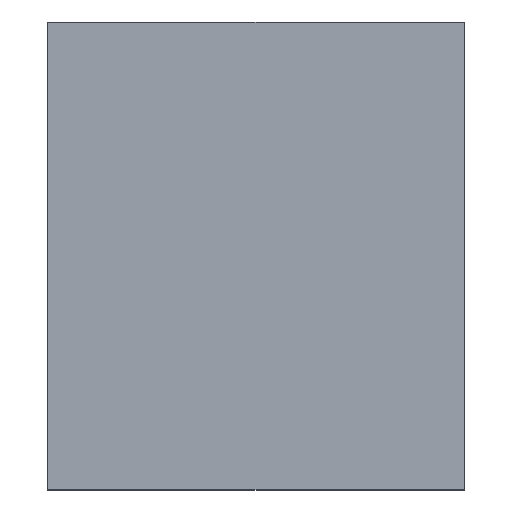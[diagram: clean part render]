
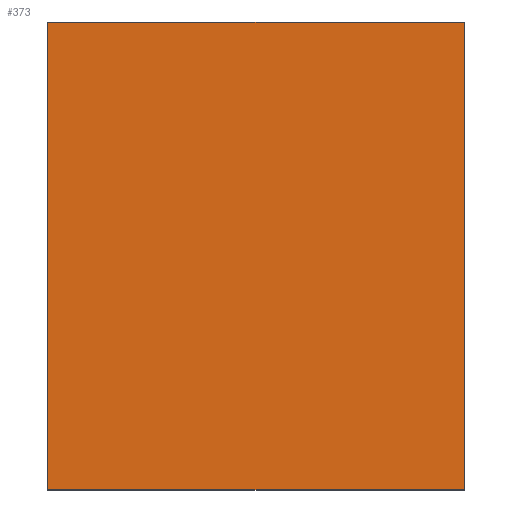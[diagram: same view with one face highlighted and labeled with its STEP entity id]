
A CAD part, top view. The second image highlights one B-rep face of the part: STEP entity #373.
In plain terms, the highlighted planar face has unit normal (0, 0, 1).
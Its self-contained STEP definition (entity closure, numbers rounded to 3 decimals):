
#59 = VERTEX_POINT('',#60);
#60 = CARTESIAN_POINT('',(-3.,2.03,6.94));
#67 = PLANE('',#68);
#68 = AXIS2_PLACEMENT_3D('',#69,#70,#71);
#69 = CARTESIAN_POINT('',(-3.,2.03,0.));
#70 = DIRECTION('',(0.,1.,0.));
#71 = DIRECTION('',(1.,0.,0.));
#79 = PLANE('',#80);
#80 = AXIS2_PLACEMENT_3D('',#81,#82,#83);
#81 = CARTESIAN_POINT('',(-3.,-12.57,0.));
#82 = DIRECTION('',(-1.,0.,0.));
#83 = DIRECTION('',(0.,1.,0.));
#91 = EDGE_CURVE('',#59,#92,#94,.T.);
#92 = VERTEX_POINT('',#93);
#93 = CARTESIAN_POINT('',(10.,2.03,6.94));
#94 = SURFACE_CURVE('',#95,(#99,#106),.PCURVE_S1.);
#95 = LINE('',#96,#97);
#96 = CARTESIAN_POINT('',(-3.,2.03,6.94));
#97 = VECTOR('',#98,1.);
#98 = DIRECTION('',(1.,0.,0.));
#99 = PCURVE('',#67,#100);
#100 = DEFINITIONAL_REPRESENTATION('',(#101),#105);
#101 = LINE('',#102,#103);
#102 = CARTESIAN_POINT('',(0.,-6.94));
#103 = VECTOR('',#104,1.);
#104 = DIRECTION('',(1.,0.));
#105 = ( GEOMETRIC_REPRESENTATION_CONTEXT(2) 
PARAMETRIC_REPRESENTATION_CONTEXT() REPRESENTATION_CONTEXT('2D SPACE',''
  ) );
#106 = PCURVE('',#107,#112);
#107 = PLANE('',#108);
#108 = AXIS2_PLACEMENT_3D('',#109,#110,#111);
#109 = CARTESIAN_POINT('',(3.5,-5.27,6.94));
#110 = DIRECTION('',(0.,0.,-1.));
#111 = DIRECTION('',(0.,-1.,0.));
#112 = DEFINITIONAL_REPRESENTATION('',(#113),#117);
#113 = LINE('',#114,#115);
#114 = CARTESIAN_POINT('',(-7.3,6.5));
#115 = VECTOR('',#116,1.);
#116 = DIRECTION('',(0.,-1.));
#117 = ( GEOMETRIC_REPRESENTATION_CONTEXT(2) 
PARAMETRIC_REPRESENTATION_CONTEXT() REPRESENTATION_CONTEXT('2D SPACE',''
  ) );
#135 = PLANE('',#136);
#136 = AXIS2_PLACEMENT_3D('',#137,#138,#139);
#137 = CARTESIAN_POINT('',(10.,2.03,0.));
#138 = DIRECTION('',(1.,0.,-0.));
#139 = DIRECTION('',(0.,-1.,0.));
#177 = EDGE_CURVE('',#92,#178,#180,.T.);
#178 = VERTEX_POINT('',#179);
#179 = CARTESIAN_POINT('',(10.,-12.57,6.94));
#180 = SURFACE_CURVE('',#181,(#185,#192),.PCURVE_S1.);
#181 = LINE('',#182,#183);
#182 = CARTESIAN_POINT('',(10.,2.03,6.94));
#183 = VECTOR('',#184,1.);
#184 = DIRECTION('',(0.,-1.,0.));
#185 = PCURVE('',#135,#186);
#186 = DEFINITIONAL_REPRESENTATION('',(#187),#191);
#187 = LINE('',#188,#189);
#188 = CARTESIAN_POINT('',(0.,-6.94));
#189 = VECTOR('',#190,1.);
#190 = DIRECTION('',(1.,0.));
#191 = ( GEOMETRIC_REPRESENTATION_CONTEXT(2) 
PARAMETRIC_REPRESENTATION_CONTEXT() REPRESENTATION_CONTEXT('2D SPACE',''
  ) );
#192 = PCURVE('',#107,#193);
#193 = DEFINITIONAL_REPRESENTATION('',(#194),#198);
#194 = LINE('',#195,#196);
#195 = CARTESIAN_POINT('',(-7.3,-6.5));
#196 = VECTOR('',#197,1.);
#197 = DIRECTION('',(1.,0.));
#198 = ( GEOMETRIC_REPRESENTATION_CONTEXT(2) 
PARAMETRIC_REPRESENTATION_CONTEXT() REPRESENTATION_CONTEXT('2D SPACE',''
  ) );
#216 = PLANE('',#217);
#217 = AXIS2_PLACEMENT_3D('',#218,#219,#220);
#218 = CARTESIAN_POINT('',(10.,-12.57,0.));
#219 = DIRECTION('',(0.,-1.,0.));
#220 = DIRECTION('',(-1.,0.,0.));
#253 = EDGE_CURVE('',#178,#254,#256,.T.);
#254 = VERTEX_POINT('',#255);
#255 = CARTESIAN_POINT('',(-3.,-12.57,6.94));
#256 = SURFACE_CURVE('',#257,(#261,#268),.PCURVE_S1.);
#257 = LINE('',#258,#259);
#258 = CARTESIAN_POINT('',(10.,-12.57,6.94));
#259 = VECTOR('',#260,1.);
#260 = DIRECTION('',(-1.,0.,0.));
#261 = PCURVE('',#216,#262);
#262 = DEFINITIONAL_REPRESENTATION('',(#263),#267);
#263 = LINE('',#264,#265);
#264 = CARTESIAN_POINT('',(0.,-6.94));
#265 = VECTOR('',#266,1.);
#266 = DIRECTION('',(1.,0.));
#267 = ( GEOMETRIC_REPRESENTATION_CONTEXT(2) 
PARAMETRIC_REPRESENTATION_CONTEXT() REPRESENTATION_CONTEXT('2D SPACE',''
  ) );
#268 = PCURVE('',#107,#269);
#269 = DEFINITIONAL_REPRESENTATION('',(#270),#274);
#270 = LINE('',#271,#272);
#271 = CARTESIAN_POINT('',(7.3,-6.5));
#272 = VECTOR('',#273,1.);
#273 = DIRECTION('',(-0.,1.));
#274 = ( GEOMETRIC_REPRESENTATION_CONTEXT(2) 
PARAMETRIC_REPRESENTATION_CONTEXT() REPRESENTATION_CONTEXT('2D SPACE',''
  ) );
#324 = EDGE_CURVE('',#254,#59,#325,.T.);
#325 = SURFACE_CURVE('',#326,(#330,#337),.PCURVE_S1.);
#326 = LINE('',#327,#328);
#327 = CARTESIAN_POINT('',(-3.,-12.57,6.94));
#328 = VECTOR('',#329,1.);
#329 = DIRECTION('',(0.,1.,0.));
#330 = PCURVE('',#79,#331);
#331 = DEFINITIONAL_REPRESENTATION('',(#332),#336);
#332 = LINE('',#333,#334);
#333 = CARTESIAN_POINT('',(0.,-6.94));
#334 = VECTOR('',#335,1.);
#335 = DIRECTION('',(1.,0.));
#336 = ( GEOMETRIC_REPRESENTATION_CONTEXT(2) 
PARAMETRIC_REPRESENTATION_CONTEXT() REPRESENTATION_CONTEXT('2D SPACE',''
  ) );
#337 = PCURVE('',#107,#338);
#338 = DEFINITIONAL_REPRESENTATION('',(#339),#343);
#339 = LINE('',#340,#341);
#340 = CARTESIAN_POINT('',(7.3,6.5));
#341 = VECTOR('',#342,1.);
#342 = DIRECTION('',(-1.,0.));
#343 = ( GEOMETRIC_REPRESENTATION_CONTEXT(2) 
PARAMETRIC_REPRESENTATION_CONTEXT() REPRESENTATION_CONTEXT('2D SPACE',''
  ) );
#373 = ADVANCED_FACE('',(#374),#107,.F.);
#374 = FACE_BOUND('',#375,.F.);
#375 = EDGE_LOOP('',(#376,#377,#378,#379));
#376 = ORIENTED_EDGE('',*,*,#91,.T.);
#377 = ORIENTED_EDGE('',*,*,#177,.T.);
#378 = ORIENTED_EDGE('',*,*,#253,.T.);
#379 = ORIENTED_EDGE('',*,*,#324,.T.);
